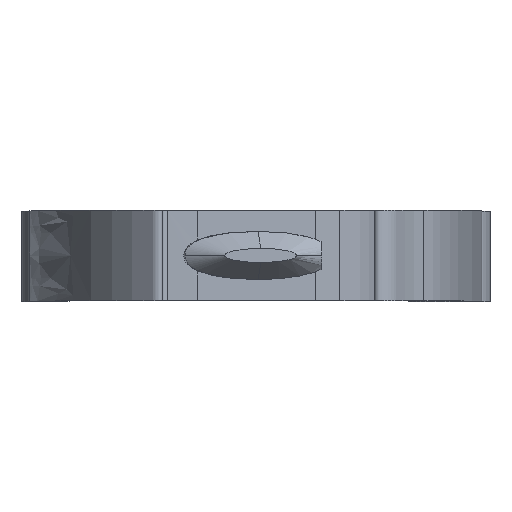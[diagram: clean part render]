
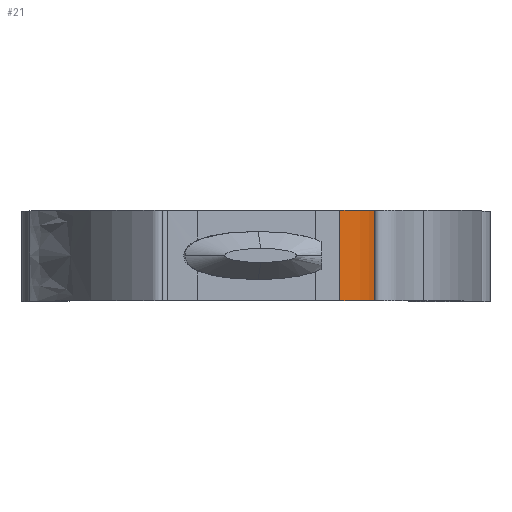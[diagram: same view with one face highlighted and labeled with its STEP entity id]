
A CAD part, top view. The second image highlights one B-rep face of the part: STEP entity #21.
In plain terms, the highlighted free-form (B-spline) face has degree [5, 1] with [6, 2] control points.
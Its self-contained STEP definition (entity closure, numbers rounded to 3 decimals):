
#21=ADVANCED_FACE('',(#264),#3675,.T.);
#264=FACE_OUTER_BOUND('',#501,.T.);
#501=EDGE_LOOP('',(#1014,#1015,#1016,#1017));
#1014=ORIENTED_EDGE('',*,*,#1974,.T.);
#1015=ORIENTED_EDGE('',*,*,#1975,.T.);
#1016=ORIENTED_EDGE('',*,*,#1976,.F.);
#1017=ORIENTED_EDGE('',*,*,#1977,.F.);
#1974=EDGE_CURVE('',#3216,#3230,#2582,.T.);
#1975=EDGE_CURVE('',#3230,#3245,#2583,.T.);
#1976=EDGE_CURVE('',#3231,#3245,#2584,.T.);
#1977=EDGE_CURVE('',#3216,#3231,#2585,.T.);
#2582=(
BOUNDED_CURVE()
B_SPLINE_CURVE(5,(#7942,#7943,#7944,#7945,#7946,#7947),.UNSPECIFIED.,.F.,
 .F.)
B_SPLINE_CURVE_WITH_KNOTS((6,6),(164.18,185.468),
 .UNSPECIFIED.)
CURVE()
GEOMETRIC_REPRESENTATION_ITEM()
RATIONAL_B_SPLINE_CURVE((1.,0.889,0.916,0.943,
0.971,1.))
REPRESENTATION_ITEM('')
);
#2583=(
BOUNDED_CURVE()
B_SPLINE_CURVE(1,(#7948,#7949),.UNSPECIFIED.,.F.,.F.)
B_SPLINE_CURVE_WITH_KNOTS((2,2),(0.,35.),.UNSPECIFIED.)
CURVE()
GEOMETRIC_REPRESENTATION_ITEM()
RATIONAL_B_SPLINE_CURVE((1.,1.))
REPRESENTATION_ITEM('')
);
#2584=(
BOUNDED_CURVE()
B_SPLINE_CURVE(5,(#7950,#7951,#7952,#7953,#7954,#7955),.UNSPECIFIED.,.F.,
 .F.)
B_SPLINE_CURVE_WITH_KNOTS((6,6),(164.18,185.468),
 .UNSPECIFIED.)
CURVE()
GEOMETRIC_REPRESENTATION_ITEM()
RATIONAL_B_SPLINE_CURVE((1.,0.889,0.916,0.943,
0.971,1.))
REPRESENTATION_ITEM('')
);
#2585=(
BOUNDED_CURVE()
B_SPLINE_CURVE(1,(#7956,#7957),.UNSPECIFIED.,.F.,.F.)
B_SPLINE_CURVE_WITH_KNOTS((2,2),(0.,35.),.UNSPECIFIED.)
CURVE()
GEOMETRIC_REPRESENTATION_ITEM()
RATIONAL_B_SPLINE_CURVE((1.,1.))
REPRESENTATION_ITEM('')
);
#3216=VERTEX_POINT('',#7408);
#3230=VERTEX_POINT('',#7422);
#3231=VERTEX_POINT('',#7423);
#3245=VERTEX_POINT('',#7437);
#3675=(
BOUNDED_SURFACE()
B_SPLINE_SURFACE(5,1,((#4044,#4045),(#4046,#4047),(#4048,#4049),(#4050,
#4051),(#4052,#4053),(#4054,#4055)),.UNSPECIFIED.,.F.,.F.,.F.)
B_SPLINE_SURFACE_WITH_KNOTS((6,6),(2,2),(164.18,185.468),
(0.,35.),.UNSPECIFIED.)
GEOMETRIC_REPRESENTATION_ITEM()
RATIONAL_B_SPLINE_SURFACE(((1.052,1.052),(0.908,
0.908),(0.908,0.908),(0.908,
0.908),(0.908,0.908),(0.908,
0.908)))
REPRESENTATION_ITEM('')
SURFACE()
);
#4044=CARTESIAN_POINT('',(127.411,0.,240.7));
#4045=CARTESIAN_POINT('',(127.411,35.,240.7));
#4046=CARTESIAN_POINT('',(133.447,0.,239.755));
#4047=CARTESIAN_POINT('',(133.447,35.,239.755));
#4048=CARTESIAN_POINT('',(138.211,0.,239.611));
#4049=CARTESIAN_POINT('',(138.211,35.,239.611));
#4050=CARTESIAN_POINT('',(141.703,0.,240.269));
#4051=CARTESIAN_POINT('',(141.703,35.,240.269));
#4052=CARTESIAN_POINT('',(143.923,0.,241.728));
#4053=CARTESIAN_POINT('',(143.923,35.,241.728));
#4054=CARTESIAN_POINT('',(144.92,0.,244.447));
#4055=CARTESIAN_POINT('',(144.92,35.,244.447));
#7408=CARTESIAN_POINT('',(127.411,0.,240.7));
#7422=CARTESIAN_POINT('',(144.92,0.,244.447));
#7423=CARTESIAN_POINT('',(127.411,35.,240.7));
#7437=CARTESIAN_POINT('',(144.92,35.,244.447));
#7942=CARTESIAN_POINT('',(127.411,0.,240.7));
#7943=CARTESIAN_POINT('',(133.447,0.,239.755));
#7944=CARTESIAN_POINT('',(138.211,0.,239.611));
#7945=CARTESIAN_POINT('',(141.703,0.,240.269));
#7946=CARTESIAN_POINT('',(143.923,0.,241.728));
#7947=CARTESIAN_POINT('',(144.92,0.,244.447));
#7948=CARTESIAN_POINT('',(144.92,0.,244.447));
#7949=CARTESIAN_POINT('',(144.92,35.,244.447));
#7950=CARTESIAN_POINT('',(127.411,35.,240.7));
#7951=CARTESIAN_POINT('',(133.447,35.,239.755));
#7952=CARTESIAN_POINT('',(138.211,35.,239.611));
#7953=CARTESIAN_POINT('',(141.703,35.,240.269));
#7954=CARTESIAN_POINT('',(143.923,35.,241.728));
#7955=CARTESIAN_POINT('',(144.92,35.,244.447));
#7956=CARTESIAN_POINT('',(127.411,0.,240.7));
#7957=CARTESIAN_POINT('',(127.411,35.,240.7));
